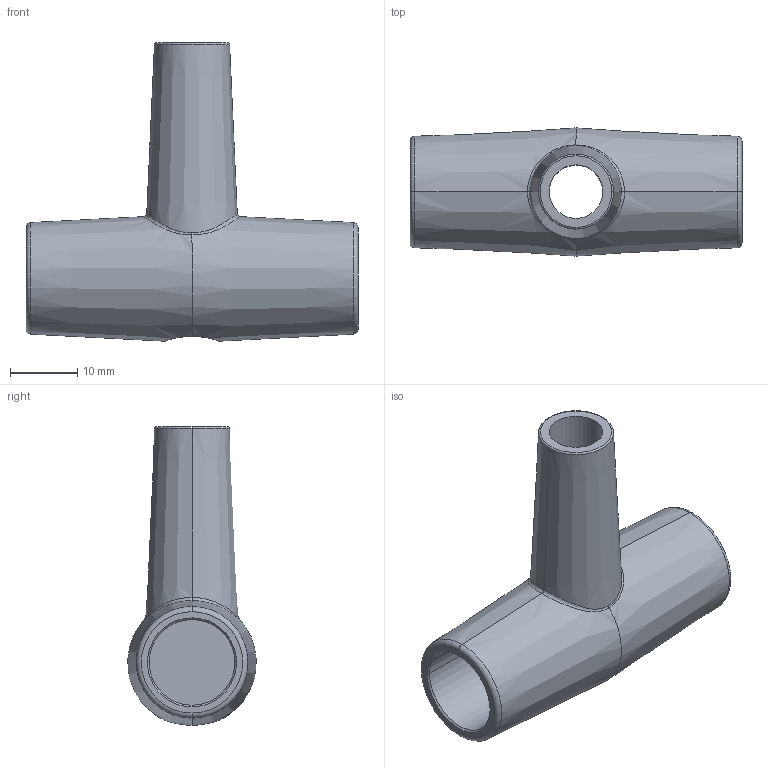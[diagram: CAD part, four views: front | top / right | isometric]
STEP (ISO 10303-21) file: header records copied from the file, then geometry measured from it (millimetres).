
FILE_DESCRIPTION(('produced by SPATIAL CORP'),'2;1');
FILE_NAME( 't_knob.prt.hh.sat.stp', '2002-04-19T13:29:16+00:00',('SPATIAL CORP'),('SPATIAL CORP'), 'ACIS STEP Husk','http://www.spatial.com','SPATIAL CORP');
FILE_SCHEMA(('CONFIG_CONTROL_DESIGN'));
Length unit declared in the file: millimetre
Products named in the file (1): PRODUCT_ID_1
Bounding box: 49.21 x 19.01 x 44.24 mm (x, y, z)
Volume: 9119.8 mm3; surface area: 6376.6 mm2
Topology: 1 solids, 1 shells, 31 faces, 66 edges, 38 vertices
Faces by surface type: cone 10, cylinder 6, torus 6, plane 5, bspline 4
Entity records: 5305 total; most frequent: CARTESIAN_POINT 4565, DIRECTION 138, ORIENTED_EDGE 132, EDGE_CURVE 66, AXIS2_PLACEMENT_3D 61, VERTEX_POINT 38, CIRCLE 34, EDGE_LOOP 34
